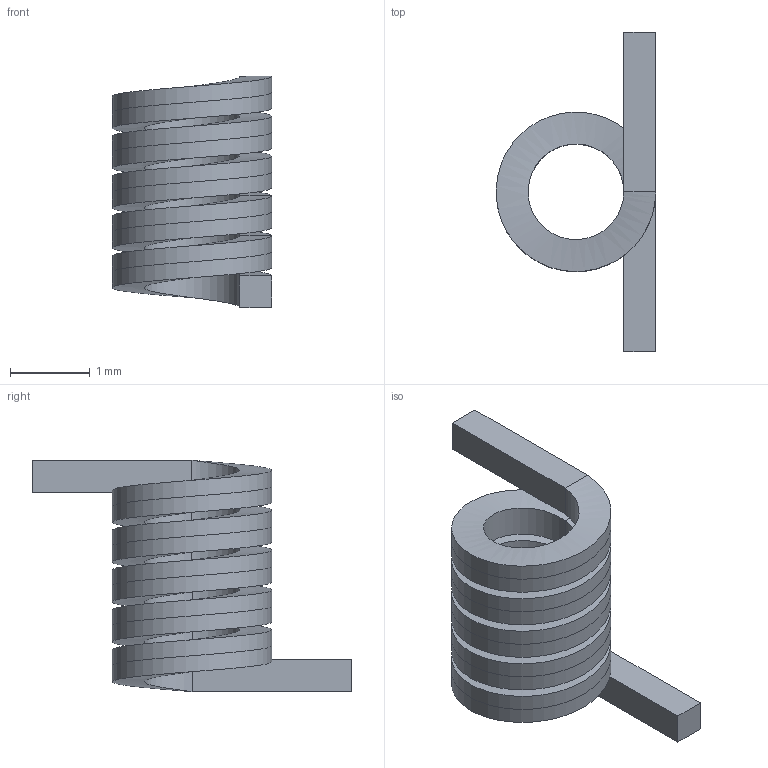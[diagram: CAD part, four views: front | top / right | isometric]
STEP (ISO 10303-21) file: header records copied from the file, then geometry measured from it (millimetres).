
FILE_DESCRIPTION(('FreeCAD Model'),'2;1');
FILE_NAME('Open CASCADE Shape Model','2023-10-23T00:48:10',(''),(''), 'Open CASCADE STEP processor 7.6','FreeCAD','Unknown');
FILE_SCHEMA(('AUTOMOTIVE_DESIGN { 1 0 10303 214 1 1 1 1 }'));
Length unit declared in the file: millimetre
Products named in the file (1): Coil
Bounding box: 2 x 4 x 2.9 mm (x, y, z)
Volume: 4.7 mm3; surface area: 47 mm2
Topology: 1 solids, 1 shells, 37 faces, 75 edges, 40 vertices
Faces by surface type: bspline 25, extrusion 6, plane 6
Entity records: 2980 total; most frequent: CARTESIAN_POINT 2391, ORIENTED_EDGE 150, EDGE_CURVE 75, B_SPLINE_CURVE_WITH_KNOTS 63, VERTEX_POINT 40, DIRECTION 38, ADVANCED_FACE 37, FACE_BOUND 37
